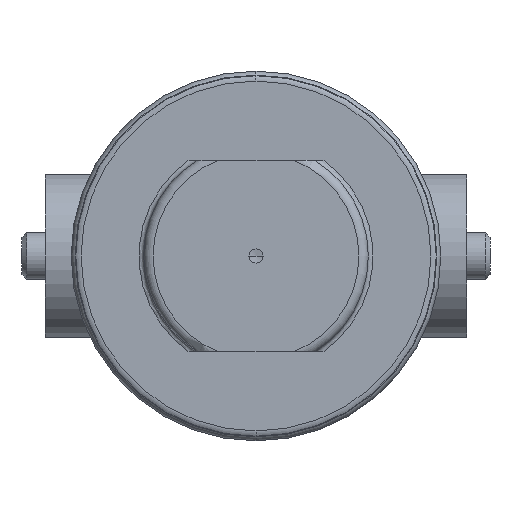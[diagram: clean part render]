
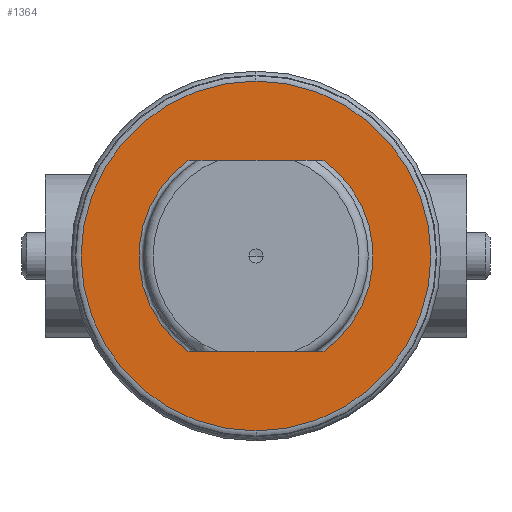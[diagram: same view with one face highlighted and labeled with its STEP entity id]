
A CAD part, front view. The second image highlights one B-rep face of the part: STEP entity #1364.
In plain terms, the highlighted planar face has unit normal (0, -1, 0).
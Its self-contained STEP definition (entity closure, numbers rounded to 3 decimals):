
#16 = EDGE_CURVE ( 'NONE', #275, #13315, #12809, .T. ) ;
#212 = AXIS2_PLACEMENT_3D ( 'NONE', #8134, #13645, #9274 ) ;
#220 = CIRCLE ( 'NONE', #212, 25. ) ;
#275 = VERTEX_POINT ( 'NONE', #14365 ) ;
#344 = CARTESIAN_POINT ( 'NONE',  ( -40., -56.5, 20.5 ) ) ;
#373 = PLANE ( 'NONE',  #6640 ) ;
#576 = DIRECTION ( 'NONE',  ( 0., 1., 0. ) ) ;
#601 = EDGE_CURVE ( 'NONE', #3501, #13449, #220, .T. ) ;
#990 = ORIENTED_EDGE ( 'NONE', *, *, #601, .T. ) ;
#1364 = ADVANCED_FACE ( 'NONE', ( #2498, #10300 ), #373, .F. ) ;
#1466 = LINE ( 'NONE', #344, #7545 ) ;
#1532 = DIRECTION ( 'NONE',  ( 1., 0., 0. ) ) ;
#1676 = DIRECTION ( 'NONE',  ( 0., 1., 0. ) ) ;
#1835 = AXIS2_PLACEMENT_3D ( 'NONE', #9403, #1676, #9453 ) ;
#1894 = CARTESIAN_POINT ( 'NONE',  ( 0., -56.5, 0. ) ) ;
#2469 = VECTOR ( 'NONE', #1532, 1000. ) ;
#2498 = FACE_BOUND ( 'NONE', #13786, .T. ) ;
#2704 = CARTESIAN_POINT ( 'NONE',  ( 0., -56.5, 0. ) ) ;
#2978 = EDGE_LOOP ( 'NONE', ( #12716, #13991 ) ) ;
#3501 = VERTEX_POINT ( 'NONE', #4779 ) ;
#3641 = CIRCLE ( 'NONE', #1835, 37.369 ) ;
#4115 = EDGE_CURVE ( 'NONE', #13832, #10220, #6942, .T. ) ;
#4586 = LINE ( 'NONE', #5952, #2469 ) ;
#4668 = ORIENTED_EDGE ( 'NONE', *, *, #16, .T. ) ;
#4779 = CARTESIAN_POINT ( 'NONE',  ( 14.309, -56.5, 20.5 ) ) ;
#5872 = DIRECTION ( 'NONE',  ( 0., 1., 0. ) ) ;
#5952 = CARTESIAN_POINT ( 'NONE',  ( -40., -56.5, -20.5 ) ) ;
#6150 = CARTESIAN_POINT ( 'NONE',  ( 0., -56.5, 37.369 ) ) ;
#6640 = AXIS2_PLACEMENT_3D ( 'NONE', #8231, #5872, #12592 ) ;
#6942 = CIRCLE ( 'NONE', #13025, 37.369 ) ;
#7545 = VECTOR ( 'NONE', #8114, 1000. ) ;
#8076 = EDGE_CURVE ( 'NONE', #275, #13449, #4586, .T. ) ;
#8114 = DIRECTION ( 'NONE',  ( -1., 0., 0. ) ) ;
#8134 = CARTESIAN_POINT ( 'NONE',  ( 0., -56.5, 0. ) ) ;
#8231 = CARTESIAN_POINT ( 'NONE',  ( 37.369, -56.5, 0. ) ) ;
#9274 = DIRECTION ( 'NONE',  ( 0., 0., -1. ) ) ;
#9379 = ORIENTED_EDGE ( 'NONE', *, *, #8076, .F. ) ;
#9403 = CARTESIAN_POINT ( 'NONE',  ( 0., -56.5, 0. ) ) ;
#9453 = DIRECTION ( 'NONE',  ( 0., 0., -1. ) ) ;
#9659 = DIRECTION ( 'NONE',  ( 0., 1., 0. ) ) ;
#9918 = ORIENTED_EDGE ( 'NONE', *, *, #12520, .F. ) ;
#10220 = VERTEX_POINT ( 'NONE', #6150 ) ;
#10300 = FACE_OUTER_BOUND ( 'NONE', #2978, .T. ) ;
#10723 = DIRECTION ( 'NONE',  ( 0., 0., -1. ) ) ;
#11139 = EDGE_CURVE ( 'NONE', #10220, #13832, #3641, .T. ) ;
#11494 = CARTESIAN_POINT ( 'NONE',  ( -14.309, -56.5, 20.5 ) ) ;
#11560 = DIRECTION ( 'NONE',  ( 0., 0., -1. ) ) ;
#11677 = AXIS2_PLACEMENT_3D ( 'NONE', #1894, #9659, #10723 ) ;
#12277 = CARTESIAN_POINT ( 'NONE',  ( 0., -56.5, -37.369 ) ) ;
#12520 = EDGE_CURVE ( 'NONE', #3501, #13315, #1466, .T. ) ;
#12592 = DIRECTION ( 'NONE',  ( 0., 0., -1. ) ) ;
#12716 = ORIENTED_EDGE ( 'NONE', *, *, #4115, .F. ) ;
#12809 = CIRCLE ( 'NONE', #11677, 25. ) ;
#13025 = AXIS2_PLACEMENT_3D ( 'NONE', #2704, #576, #11560 ) ;
#13315 = VERTEX_POINT ( 'NONE', #11494 ) ;
#13449 = VERTEX_POINT ( 'NONE', #13814 ) ;
#13645 = DIRECTION ( 'NONE',  ( 0., 1., 0. ) ) ;
#13786 = EDGE_LOOP ( 'NONE', ( #990, #9379, #4668, #9918 ) ) ;
#13814 = CARTESIAN_POINT ( 'NONE',  ( 14.309, -56.5, -20.5 ) ) ;
#13832 = VERTEX_POINT ( 'NONE', #12277 ) ;
#13991 = ORIENTED_EDGE ( 'NONE', *, *, #11139, .F. ) ;
#14365 = CARTESIAN_POINT ( 'NONE',  ( -14.309, -56.5, -20.5 ) ) ;
